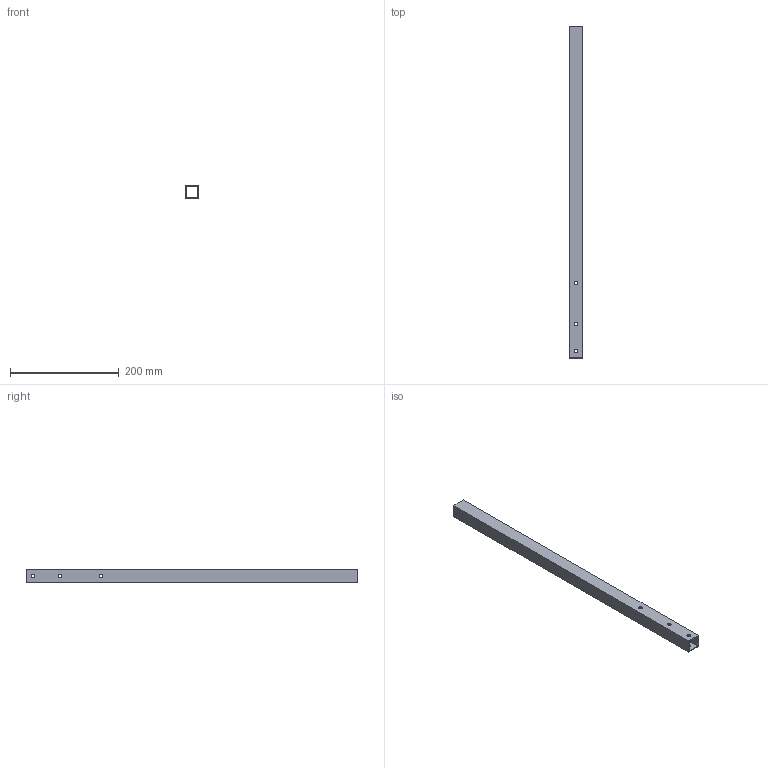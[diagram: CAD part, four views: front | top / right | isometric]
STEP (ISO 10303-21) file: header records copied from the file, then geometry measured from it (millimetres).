
FILE_DESCRIPTION(('FreeCAD Model'),'2;1');
FILE_NAME('Open CASCADE Shape Model','2025-09-13T16:25:24',(''),(''), 'Open CASCADE STEP processor 7.6','FreeCAD','Unknown');
FILE_SCHEMA(('AUTOMOTIVE_DESIGN { 1 0 10303 214 1 1 1 1 }'));
Length unit declared in the file: millimetre
Products named in the file (1): L102
Bounding box: 25 x 610 x 25 mm (x, y, z)
Volume: 111414.9 mm3; surface area: 112340.7 mm2
Topology: 1 solids, 1 shells, 117 faces, 330 edges, 220 vertices
Faces by surface type: extrusion 60, plane 45, cylinder 12
Full cylindrical faces by diameter (mm): 6.5 x12
Entity records: 3914 total; most frequent: CARTESIAN_POINT 1028, ORIENTED_EDGE 660, DIRECTION 414, EDGE_CURVE 330, VECTOR 242, VERTEX_POINT 220, LINE 182, B_SPLINE_CURVE_WITH_KNOTS 180
